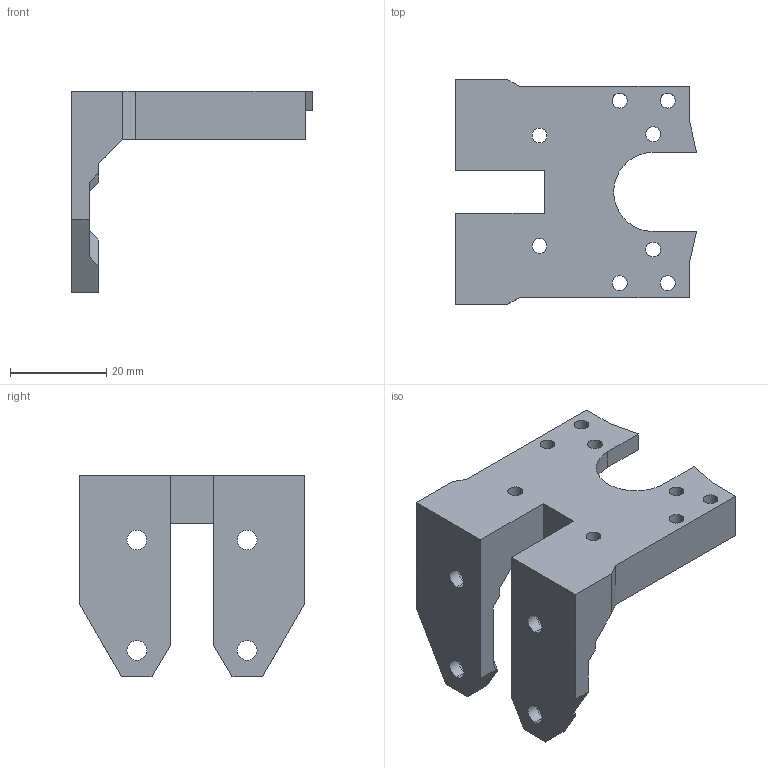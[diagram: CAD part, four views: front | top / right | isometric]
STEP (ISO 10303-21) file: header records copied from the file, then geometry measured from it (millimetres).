
FILE_DESCRIPTION (( 'STEP AP203' ), '1' );
FILE_NAME ('P3sTE_MK2 - rework_adapter_v3_1.STEP', '2019-11-26T23:26:30', ( '' ), ( '' ), 'SwSTEP 2.0', 'SolidWorks 2017', '' );
FILE_SCHEMA (( 'CONFIG_CONTROL_DESIGN' ));
Length unit declared in the file: millimetre
Products named in the file (1): P3sTE_MK2 - rework_adapter_v3_1
Bounding box: 50.21 x 47 x 42 mm (x, y, z)
Volume: 19786.7 mm3; surface area: 9751.6 mm2
Topology: 1 solids, 1 shells, 122 faces, 346 edges, 230 vertices
Faces by surface type: plane 94, cylinder 28
Entity records: 4055 total; most frequent: CARTESIAN_POINT 699, ORIENTED_EDGE 692, DIRECTION 648, EDGE_CURVE 346, LINE 290, VECTOR 290, VERTEX_POINT 230, AXIS2_PLACEMENT_3D 179
